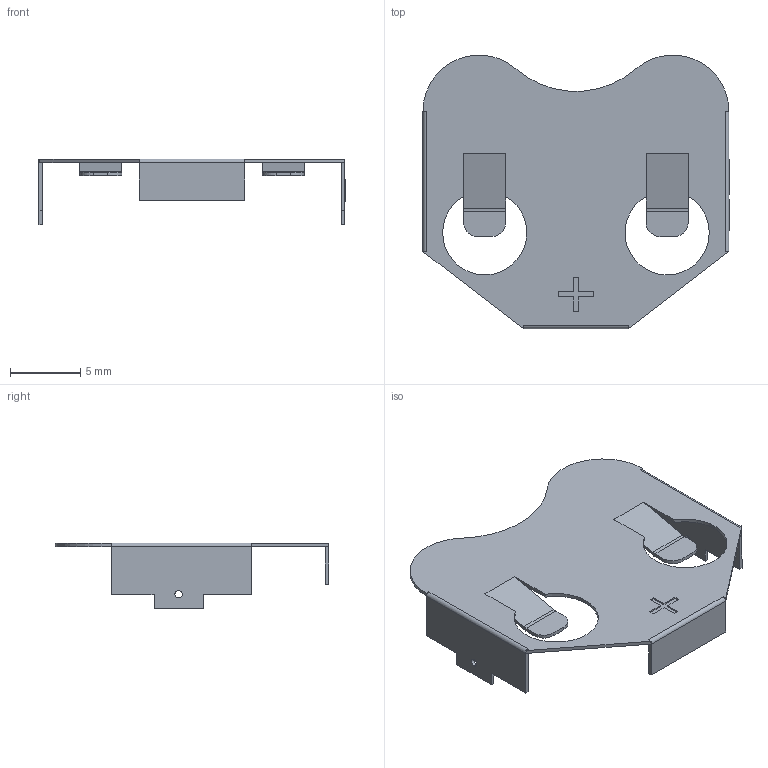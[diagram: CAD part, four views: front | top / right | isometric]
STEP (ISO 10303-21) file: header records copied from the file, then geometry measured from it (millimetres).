
FILE_DESCRIPTION (( 'STEP AP214' ), '1' );
FILE_NAME ('BAT-TH_MY-2032-22.STEP', '2023-12-16T10:51:59', ( '' ), ( '' ), 'SwSTEP 2.0', 'SolidWorks 2020', '' );
FILE_SCHEMA (( 'AUTOMOTIVE_DESIGN' ));
Length unit declared in the file: millimetre
Products named in the file (1): BAT-TH_MY-2032-22
Bounding box: 21.81 x 19.49 x 4.7 mm (x, y, z)
Volume: 103.8 mm3; surface area: 874.8 mm2
Topology: 1 solids, 1 shells, 321 faces, 869 edges, 570 vertices
Faces by surface type: plane 196, bspline 98, cylinder 27
Entity records: 14092 total; most frequent: CARTESIAN_POINT 3067, ORIENTED_EDGE 1738, DIRECTION 1177, EDGE_CURVE 869, VECTOR 609, LINE 609, VERTEX_POINT 570, EDGE_LOOP 349
